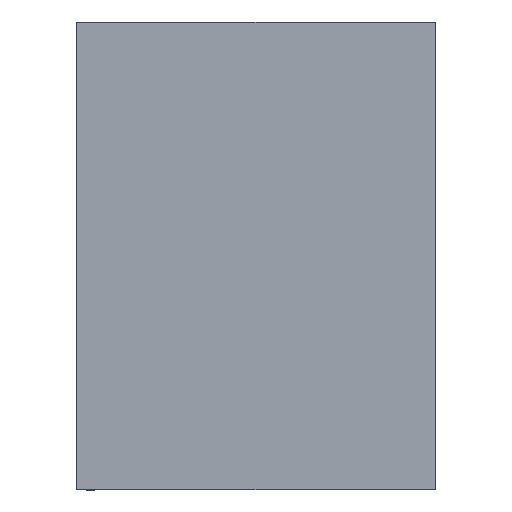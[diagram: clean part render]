
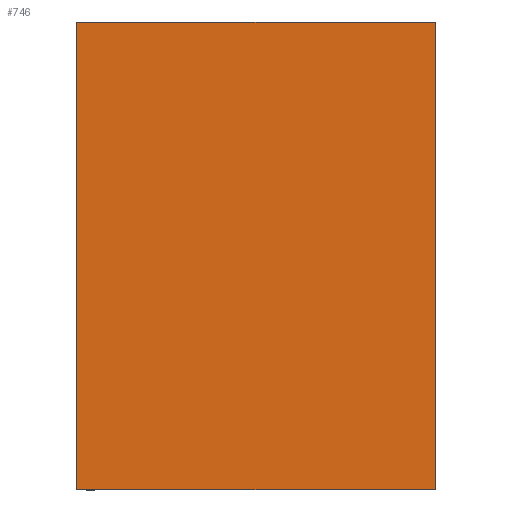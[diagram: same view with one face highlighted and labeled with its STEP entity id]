
A CAD part, left-side view. The second image highlights one B-rep face of the part: STEP entity #746.
In plain terms, the highlighted planar face has unit normal (-1, 0, 0).
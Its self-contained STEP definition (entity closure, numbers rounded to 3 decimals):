
#4 = AXIS2_PLACEMENT_3D ( 'NONE', #389, #1046, #491 ) ;
#60 = VECTOR ( 'NONE', #918, 1000. ) ;
#140 = VERTEX_POINT ( 'NONE', #1142 ) ;
#155 = CARTESIAN_POINT ( 'NONE',  ( -0.3, 0.23, 0.15 ) ) ;
#181 = CARTESIAN_POINT ( 'NONE',  ( -0.3, 0., 0.15 ) ) ;
#229 = FACE_OUTER_BOUND ( 'NONE', #1049, .T. ) ;
#236 = VECTOR ( 'NONE', #773, 1000. ) ;
#286 = EDGE_CURVE ( 'NONE', #740, #140, #943, .T. ) ;
#374 = PLANE ( 'NONE',  #4 ) ;
#389 = CARTESIAN_POINT ( 'NONE',  ( -0.3, 0., 0.15 ) ) ;
#470 = EDGE_CURVE ( 'NONE', #505, #756, #848, .T. ) ;
#491 = DIRECTION ( 'NONE',  ( 0., 0., -1. ) ) ;
#505 = VERTEX_POINT ( 'NONE', #944 ) ;
#547 = VECTOR ( 'NONE', #651, 1000. ) ;
#630 = LINE ( 'NONE', #155, #1139 ) ;
#651 = DIRECTION ( 'NONE',  ( 0., -1., 0. ) ) ;
#704 = EDGE_CURVE ( 'NONE', #756, #140, #741, .T. ) ;
#740 = VERTEX_POINT ( 'NONE', #959 ) ;
#741 = LINE ( 'NONE', #1120, #236 ) ;
#746 = ADVANCED_FACE ( 'NONE', ( #229 ), #374, .F. ) ;
#756 = VERTEX_POINT ( 'NONE', #964 ) ;
#773 = DIRECTION ( 'NONE',  ( 0., 0., -1. ) ) ;
#848 = LINE ( 'NONE', #181, #547 ) ;
#895 = ORIENTED_EDGE ( 'NONE', *, *, #1069, .T. ) ;
#918 = DIRECTION ( 'NONE',  ( 0., -1., 0. ) ) ;
#943 = LINE ( 'NONE', #1179, #60 ) ;
#944 = CARTESIAN_POINT ( 'NONE',  ( -0.3, 0.23, 0.15 ) ) ;
#959 = CARTESIAN_POINT ( 'NONE',  ( -0.3, 0.23, -0.15 ) ) ;
#964 = CARTESIAN_POINT ( 'NONE',  ( -0.3, 0., 0.15 ) ) ;
#974 = ORIENTED_EDGE ( 'NONE', *, *, #470, .F. ) ;
#1046 = DIRECTION ( 'NONE',  ( 1., 0., 0. ) ) ;
#1049 = EDGE_LOOP ( 'NONE', ( #1148, #1088, #974, #895 ) ) ;
#1069 = EDGE_CURVE ( 'NONE', #505, #740, #630, .T. ) ;
#1088 = ORIENTED_EDGE ( 'NONE', *, *, #704, .F. ) ;
#1097 = DIRECTION ( 'NONE',  ( 0., 0., -1. ) ) ;
#1120 = CARTESIAN_POINT ( 'NONE',  ( -0.3, 0., 0.15 ) ) ;
#1139 = VECTOR ( 'NONE', #1097, 1000. ) ;
#1142 = CARTESIAN_POINT ( 'NONE',  ( -0.3, 0., -0.15 ) ) ;
#1148 = ORIENTED_EDGE ( 'NONE', *, *, #286, .T. ) ;
#1179 = CARTESIAN_POINT ( 'NONE',  ( -0.3, 0., -0.15 ) ) ;
